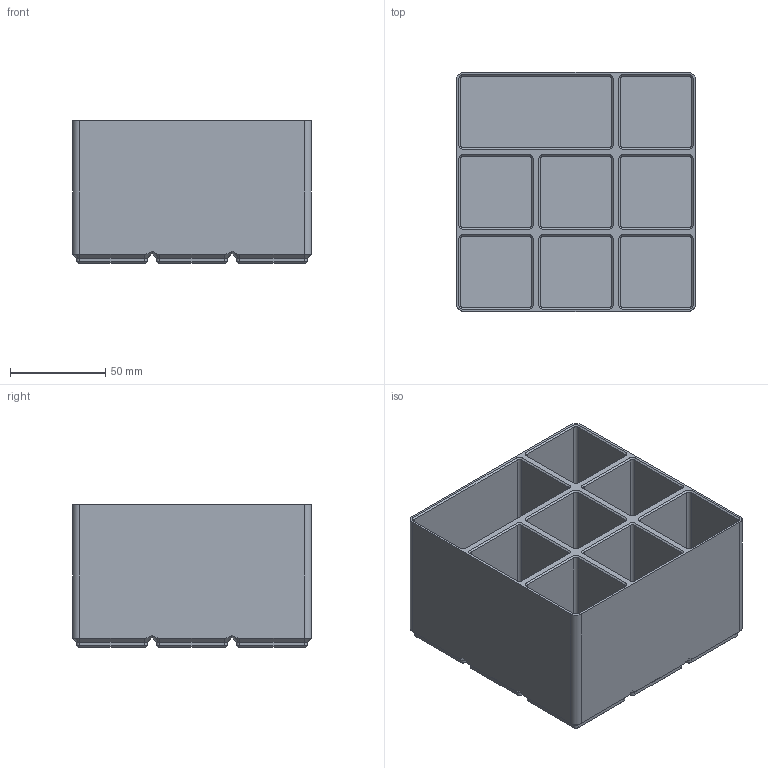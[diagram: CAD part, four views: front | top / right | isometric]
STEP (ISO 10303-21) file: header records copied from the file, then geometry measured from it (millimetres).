
FILE_DESCRIPTION(('Creo Elements/Direct Modeling STEP Export'),'2;1');
FILE_NAME('Gridfinity-3x3x75-02.stp','2023-02-08T12:52:45',(''),(''),'Creo Elements/Direct Modeling STEP processor for AP214 (Solid Model)','Creo Elements/Direct Modeling 20.3A 20-Jun-2020 (C) Parametric Technology GmbH','');
FILE_SCHEMA(('AUTOMOTIVE_DESIGN { 1 0 10303 214 1 1 1 1 }'));
Length unit declared in the file: millimetre
Products named in the file (2): 3x3x75-02
Assembly tree (1 placements, depth 2):
  3x3x75-02
    3x3x75-02
Bounding box: 125.5 x 125.5 x 75 mm (x, y, z)
Volume: 292444 mm3; surface area: 158291.6 mm2
Topology: 1 solids, 1 shells, 586 faces, 1268 edges, 764 vertices
Faces by surface type: plane 266, cylinder 216, cone 104
Entity records: 17369 total; most frequent: CARTESIAN_POINT 4868, DIRECTION 2582, ORIENTED_EDGE 2536, EDGE_CURVE 1268, AXIS2_PLACEMENT_3D 927, VERTEX_POINT 764, VECTOR 728, LINE 728
